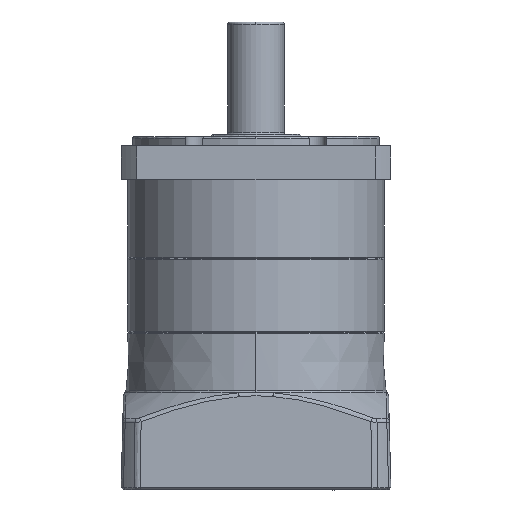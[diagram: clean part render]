
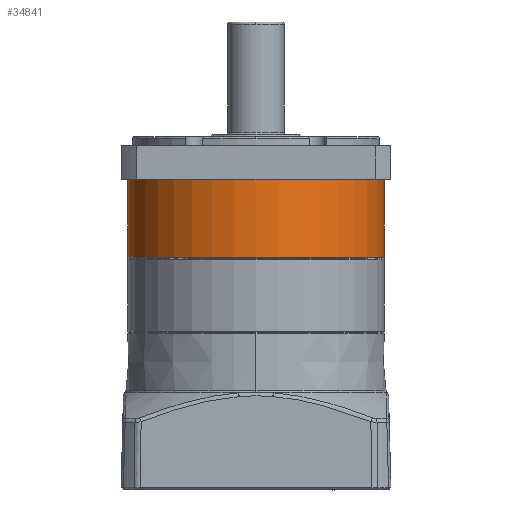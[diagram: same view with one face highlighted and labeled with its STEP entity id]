
A CAD part, front view. The second image highlights one B-rep face of the part: STEP entity #34841.
In plain terms, the highlighted cylindrical face has radius 57 mm (diameter 114 mm), a partial arc.
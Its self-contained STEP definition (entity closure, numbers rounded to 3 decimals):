
#1008 = DIRECTION ( 'NONE',  ( -1., 0., 0. ) ) ;
#1292 = CARTESIAN_POINT ( 'NONE',  ( -57., 0., 3.4 ) ) ;
#7725 = CYLINDRICAL_SURFACE ( 'NONE', #43055, 57. ) ;
#9440 = ORIENTED_EDGE ( 'NONE', *, *, #15873, .T. ) ;
#9872 = EDGE_LOOP ( 'NONE', ( #41592, #9440, #22171, #30396 ) ) ;
#11092 = DIRECTION ( 'NONE',  ( 0., 0., -1. ) ) ;
#15873 = EDGE_CURVE ( 'NONE', #27378, #28598, #35052, .T. ) ;
#16170 = VECTOR ( 'NONE', #29421, 1000. ) ;
#20199 = EDGE_CURVE ( 'NONE', #28598, #38789, #43399, .T. ) ;
#20479 = DIRECTION ( 'NONE',  ( 1., 0., 0. ) ) ;
#20485 = DIRECTION ( 'NONE',  ( 0., 0., -1. ) ) ;
#20541 = CARTESIAN_POINT ( 'NONE',  ( 0., 0., 3.4 ) ) ;
#20789 = EDGE_CURVE ( 'NONE', #32006, #38789, #42888, .T. ) ;
#21735 = CARTESIAN_POINT ( 'NONE',  ( 0., 0., 38. ) ) ;
#22171 = ORIENTED_EDGE ( 'NONE', *, *, #20199, .T. ) ;
#25126 = VECTOR ( 'NONE', #36126, 1000. ) ;
#25559 = CARTESIAN_POINT ( 'NONE',  ( 57., 0., 38. ) ) ;
#26288 = FACE_OUTER_BOUND ( 'NONE', #9872, .T. ) ;
#26989 = AXIS2_PLACEMENT_3D ( 'NONE', #20541, #20485, #20479 ) ;
#27268 = EDGE_CURVE ( 'NONE', #27378, #32006, #34689, .T. ) ;
#27378 = VERTEX_POINT ( 'NONE', #25559 ) ;
#28598 = VERTEX_POINT ( 'NONE', #39328 ) ;
#29218 = AXIS2_PLACEMENT_3D ( 'NONE', #41943, #41933, #41879 ) ;
#29421 = DIRECTION ( 'NONE',  ( 0., 0., -1. ) ) ;
#30374 = CARTESIAN_POINT ( 'NONE',  ( 57., 0., 38. ) ) ;
#30396 = ORIENTED_EDGE ( 'NONE', *, *, #20789, .F. ) ;
#32006 = VERTEX_POINT ( 'NONE', #34258 ) ;
#34258 = CARTESIAN_POINT ( 'NONE',  ( 57., 0., 3.4 ) ) ;
#34689 = LINE ( 'NONE', #30374, #16170 ) ;
#34841 = ADVANCED_FACE ( 'NONE', ( #26288 ), #7725, .T. ) ;
#35052 = CIRCLE ( 'NONE', #29218, 57. ) ;
#36126 = DIRECTION ( 'NONE',  ( 0., 0., -1. ) ) ;
#36173 = CARTESIAN_POINT ( 'NONE',  ( -57., 0., 38. ) ) ;
#38789 = VERTEX_POINT ( 'NONE', #1292 ) ;
#39328 = CARTESIAN_POINT ( 'NONE',  ( -57., 0., 38. ) ) ;
#41592 = ORIENTED_EDGE ( 'NONE', *, *, #27268, .F. ) ;
#41879 = DIRECTION ( 'NONE',  ( -1., 0., 0. ) ) ;
#41933 = DIRECTION ( 'NONE',  ( 0., 0., -1. ) ) ;
#41943 = CARTESIAN_POINT ( 'NONE',  ( 0., 0., 38. ) ) ;
#42888 = CIRCLE ( 'NONE', #26989, 57. ) ;
#43055 = AXIS2_PLACEMENT_3D ( 'NONE', #21735, #11092, #1008 ) ;
#43399 = LINE ( 'NONE', #36173, #25126 ) ;
